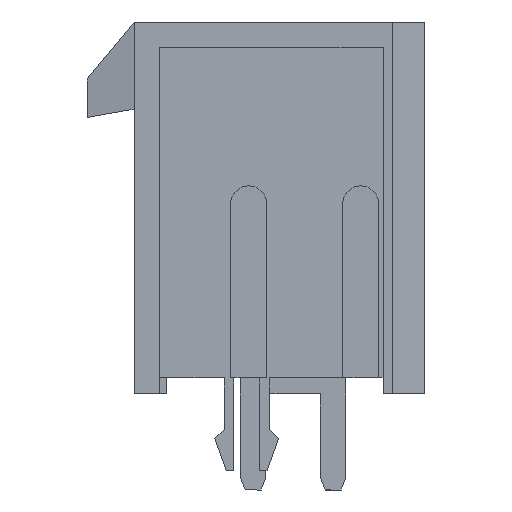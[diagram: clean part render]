
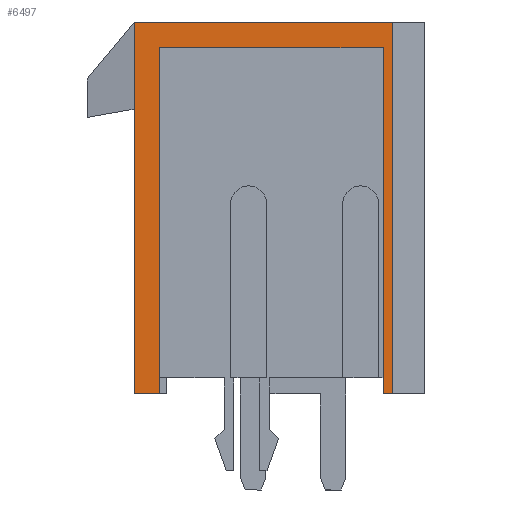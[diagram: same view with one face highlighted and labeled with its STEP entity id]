
A CAD part, left-side view. The second image highlights one B-rep face of the part: STEP entity #6497.
In plain terms, the highlighted planar face has unit normal (-1, 0, 0).
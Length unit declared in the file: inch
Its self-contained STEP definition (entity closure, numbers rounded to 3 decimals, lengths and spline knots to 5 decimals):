
#576 = DIRECTION ( 'NONE',  ( 0., 0., 1. ) ) ;
#601 = EDGE_CURVE ( 'NONE', #8364, #1900, #3177, .T. ) ;
#701 = CARTESIAN_POINT ( 'NONE',  ( -0.267, -0.093, 0.581 ) ) ;
#807 = PLANE ( 'NONE',  #1227 ) ;
#963 = ORIENTED_EDGE ( 'NONE', *, *, #3319, .T. ) ;
#1155 = EDGE_CURVE ( 'NONE', #3386, #8364, #5868, .T. ) ;
#1227 = AXIS2_PLACEMENT_3D ( 'NONE', #2209, #4748, #7296 ) ;
#1334 = LINE ( 'NONE', #3642, #8000 ) ;
#1358 = ORIENTED_EDGE ( 'NONE', *, *, #601, .F. ) ;
#1463 = VECTOR ( 'NONE', #1838, 39.37008 ) ;
#1557 = VERTEX_POINT ( 'NONE', #4381 ) ;
#1579 = EDGE_CURVE ( 'NONE', #5739, #1900, #8347, .T. ) ;
#1741 = DIRECTION ( 'NONE',  ( 0., -1., 0. ) ) ;
#1829 = EDGE_CURVE ( 'NONE', #6693, #4590, #7517, .T. ) ;
#1838 = DIRECTION ( 'NONE',  ( 0., -1., 0. ) ) ;
#1900 = VERTEX_POINT ( 'NONE', #8300 ) ;
#2209 = CARTESIAN_POINT ( 'NONE',  ( -0.267, 0.311, 0. ) ) ;
#2229 = CARTESIAN_POINT ( 'NONE',  ( -0.267, -0.093, 0. ) ) ;
#2310 = VECTOR ( 'NONE', #2332, 39.37008 ) ;
#2332 = DIRECTION ( 'NONE',  ( 0., 0., -1. ) ) ;
#2513 = CARTESIAN_POINT ( 'NONE',  ( -0.267, 0.311, 0.581 ) ) ;
#2674 = CARTESIAN_POINT ( 'NONE',  ( -0.267, 0.084, 0.581 ) ) ;
#2841 = EDGE_LOOP ( 'NONE', ( #4452, #7648, #7145, #1358, #3573, #4494, #963, #8358 ) ) ;
#3010 = LINE ( 'NONE', #4264, #2310 ) ;
#3086 = CARTESIAN_POINT ( 'NONE',  ( -0.267, -0.078, 0.541 ) ) ;
#3173 = CARTESIAN_POINT ( 'NONE',  ( -0.267, 0.271, 0. ) ) ;
#3177 = LINE ( 'NONE', #2229, #5479 ) ;
#3212 = CARTESIAN_POINT ( 'NONE',  ( -0.267, 0.084, 0. ) ) ;
#3319 = EDGE_CURVE ( 'NONE', #1557, #4636, #1334, .T. ) ;
#3386 = VERTEX_POINT ( 'NONE', #2513 ) ;
#3394 = FACE_OUTER_BOUND ( 'NONE', #2841, .T. ) ;
#3430 = LINE ( 'NONE', #4130, #5534 ) ;
#3573 = ORIENTED_EDGE ( 'NONE', *, *, #1155, .F. ) ;
#3642 = CARTESIAN_POINT ( 'NONE',  ( -0.267, 0.311, 0. ) ) ;
#4130 = CARTESIAN_POINT ( 'NONE',  ( -0.267, -0.078, 0. ) ) ;
#4264 = CARTESIAN_POINT ( 'NONE',  ( -0.267, 0.311, 0. ) ) ;
#4307 = CARTESIAN_POINT ( 'NONE',  ( -0.267, 0.311, 0.541 ) ) ;
#4381 = CARTESIAN_POINT ( 'NONE',  ( -0.267, 0.311, 0. ) ) ;
#4452 = ORIENTED_EDGE ( 'NONE', *, *, #1829, .T. ) ;
#4494 = ORIENTED_EDGE ( 'NONE', *, *, #5677, .T. ) ;
#4590 = VERTEX_POINT ( 'NONE', #3086 ) ;
#4629 = EDGE_CURVE ( 'NONE', #4636, #6693, #5149, .T. ) ;
#4636 = VERTEX_POINT ( 'NONE', #3173 ) ;
#4748 = DIRECTION ( 'NONE',  ( -1., 0., 0. ) ) ;
#4751 = VECTOR ( 'NONE', #576, 39.37008 ) ;
#4826 = DIRECTION ( 'NONE',  ( 0., 0., -1. ) ) ;
#4876 = CARTESIAN_POINT ( 'NONE',  ( -0.267, 0.271, 0.541 ) ) ;
#4904 = DIRECTION ( 'NONE',  ( 0., -1., 0. ) ) ;
#4979 = EDGE_CURVE ( 'NONE', #4590, #5739, #3430, .T. ) ;
#5149 = LINE ( 'NONE', #6373, #4751 ) ;
#5479 = VECTOR ( 'NONE', #6673, 39.37008 ) ;
#5534 = VECTOR ( 'NONE', #4826, 39.37008 ) ;
#5677 = EDGE_CURVE ( 'NONE', #3386, #1557, #3010, .T. ) ;
#5739 = VERTEX_POINT ( 'NONE', #8120 ) ;
#5868 = LINE ( 'NONE', #2674, #6059 ) ;
#6059 = VECTOR ( 'NONE', #7923, 39.37008 ) ;
#6373 = CARTESIAN_POINT ( 'NONE',  ( -0.267, 0.271, 0. ) ) ;
#6497 = ADVANCED_FACE ( 'NONE', ( #3394 ), #807, .T. ) ;
#6673 = DIRECTION ( 'NONE',  ( 0., 0., -1. ) ) ;
#6693 = VERTEX_POINT ( 'NONE', #4876 ) ;
#7145 = ORIENTED_EDGE ( 'NONE', *, *, #1579, .T. ) ;
#7224 = VECTOR ( 'NONE', #4904, 39.37008 ) ;
#7296 = DIRECTION ( 'NONE',  ( 0., -1., 0. ) ) ;
#7517 = LINE ( 'NONE', #4307, #7224 ) ;
#7648 = ORIENTED_EDGE ( 'NONE', *, *, #4979, .T. ) ;
#7923 = DIRECTION ( 'NONE',  ( 0., -1., 0. ) ) ;
#8000 = VECTOR ( 'NONE', #1741, 39.37008 ) ;
#8120 = CARTESIAN_POINT ( 'NONE',  ( -0.267, -0.078, 0. ) ) ;
#8300 = CARTESIAN_POINT ( 'NONE',  ( -0.267, -0.093, 0. ) ) ;
#8347 = LINE ( 'NONE', #3212, #1463 ) ;
#8358 = ORIENTED_EDGE ( 'NONE', *, *, #4629, .T. ) ;
#8364 = VERTEX_POINT ( 'NONE', #701 ) ;
